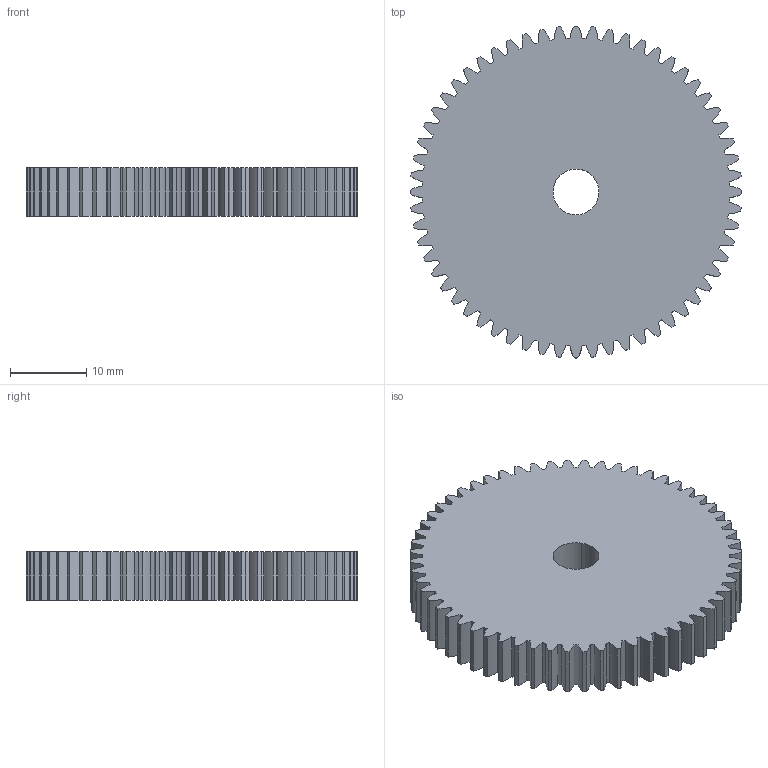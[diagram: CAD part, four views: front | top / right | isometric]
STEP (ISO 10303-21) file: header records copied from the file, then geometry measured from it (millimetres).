
FILE_DESCRIPTION((''),'2;1');
FILE_NAME('gear07m60t.stp','2001-12-26T19:58:03',('Ed Sparks'),(''),'Autodesk Inventor (tm) 3.0','Autodesk Inventor (tm) 3.0','');
FILE_SCHEMA(('CONFIG_CONTROL_DESIGN'));
Length unit declared in the file: millimetre
Products named in the file (1): gear07m60t
Bounding box: 43.4 x 43.4 x 6.4 mm (x, y, z)
Volume: 8640.4 mm3; surface area: 4509.1 mm2
Topology: 1 solids, 1 shells, 244 faces, 726 edges, 484 vertices
Faces by surface type: cylinder 240, bspline 2, plane 2
Entity records: 8619 total; most frequent: DIRECTION 1696, CARTESIAN_POINT 1489, ORIENTED_EDGE 1452, AXIS2_PLACEMENT_3D 727, EDGE_CURVE 726, VERTEX_POINT 484, CIRCLE 484, EDGE_LOOP 246
